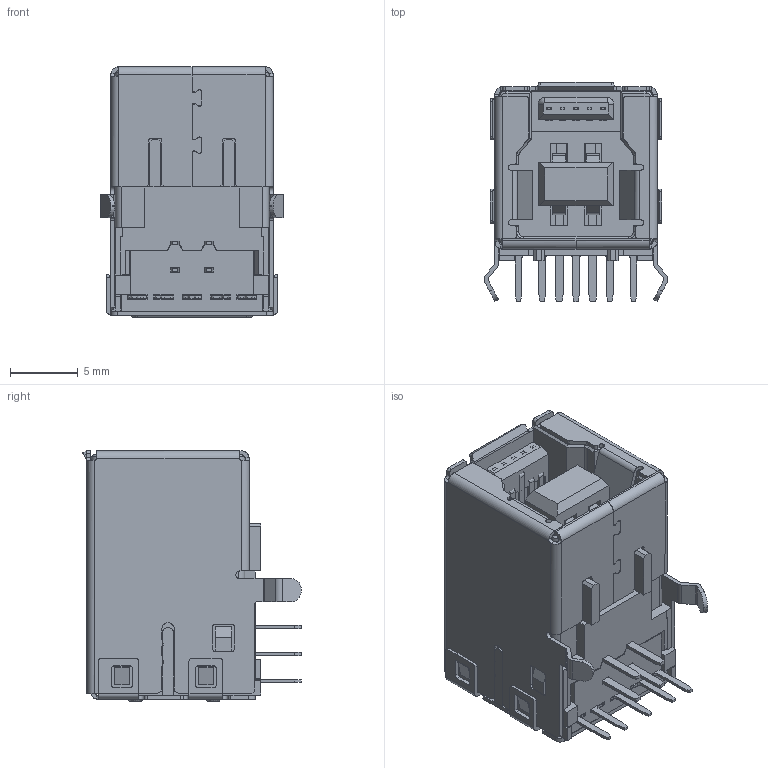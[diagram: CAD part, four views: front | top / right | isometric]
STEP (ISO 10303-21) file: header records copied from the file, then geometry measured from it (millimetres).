
FILE_DESCRIPTION (( 'STEP AP214' ), '1' );
FILE_NAME ('690P209-123-011.STEP', '2021-01-14T20:51:24', ( '' ), ( '' ), 'SwSTEP 2.0', 'SolidWorks 2020', '' );
FILE_SCHEMA (( 'AUTOMOTIVE_DESIGN' ));
Length unit declared in the file: millimetre
Products named in the file (13): Contact1 690P209-X23-0XX; Shell 690P209-X23-0XX; Insulator1 690P209-X23-0XX_Black; Contact8 690P209-X23-0XX; Contact6 690P209-X23-0XX; 690P209-123-011; Insulator2 690P209-X23-0XX_Black; Contact5 690P209-X23-0XX; Contact9 690P209-X23-0XX; Contact7 690P209-X23-0XX; Shell2 690P209-X23-0XX; Contact2 690P209-X23-0XX; Insulator3 690P209-X23-0XX_Black
Assembly tree (14 placements, depth 2):
  690P209-123-011
    Shell 690P209-X23-0XX
    Insulator1 690P209-X23-0XX_Black
    Contact7 690P209-X23-0XX
    Insulator2 690P209-X23-0XX_Black
    Contact6 690P209-X23-0XX
    Contact5 690P209-X23-0XX
    Contact8 690P209-X23-0XX
    Contact9 690P209-X23-0XX
    Insulator3 690P209-X23-0XX_Black
    Shell2 690P209-X23-0XX
    Contact1 690P209-X23-0XX  x2
    Contact2 690P209-X23-0XX  x2
Bounding box: 13.59 x 16.16 x 18.5 mm (x, y, z)
Volume: 1480.9 mm3; surface area: 5357.6 mm2
Topology: 14 solids, 14 shells, 1459 faces, 4090 edges, 2656 vertices
Faces by surface type: plane 1032, cylinder 353, bspline 60, cone 14
Entity records: 45342 total; most frequent: CARTESIAN_POINT 11156, ORIENTED_EDGE 7398, DIRECTION 6397, EDGE_CURVE 3699, LINE 2909, VECTOR 2909, VERTEX_POINT 2398, AXIS2_PLACEMENT_3D 1744
